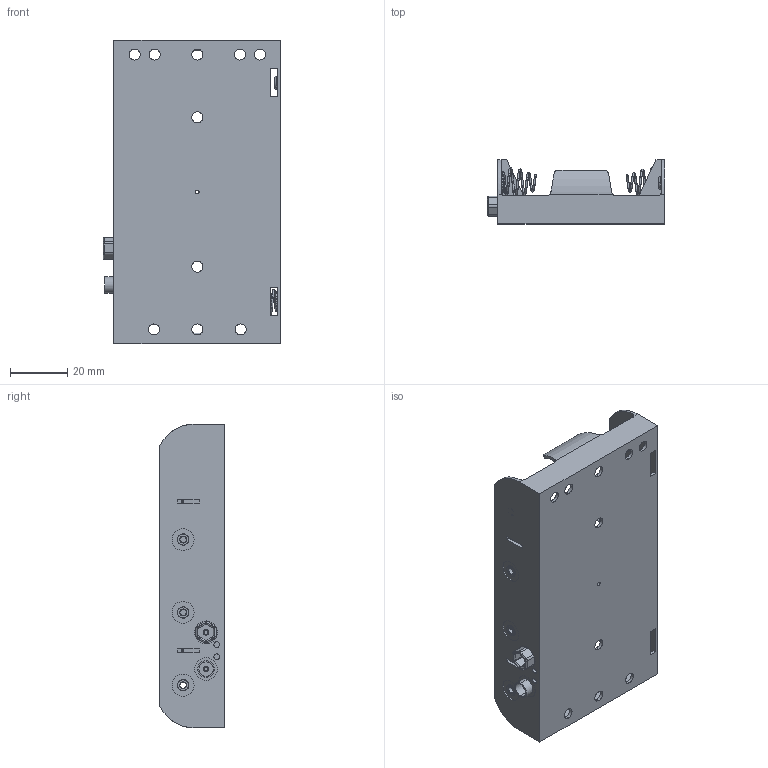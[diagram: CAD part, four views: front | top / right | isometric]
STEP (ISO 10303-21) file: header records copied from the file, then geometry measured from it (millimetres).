
FILE_DESCRIPTION (( 'STEP AP214' ), '1' );
FILE_NAME ('BH4CSF.STEP', '2020-01-05T04:11:08', ( '' ), ( '' ), 'SwSTEP 2.0', 'SolidWorks 2017', '' );
FILE_SCHEMA (( 'AUTOMOTIVE_DESIGN' ));
Length unit declared in the file: inch
Products named in the file (1): BH4CSF
Bounding box: 61.88 x 22.48 x 105.99 mm (x, y, z)
Volume: 15251.5 mm3; surface area: 29662.3 mm2
Topology: 14 solids, 14 shells, 450 faces, 1108 edges, 704 vertices
Faces by surface type: cylinder 189, plane 178, torus 75, bspline 8
Entity records: 21522 total; most frequent: CARTESIAN_POINT 10255, DIRECTION 2437, ORIENTED_EDGE 2216, EDGE_CURVE 1108, AXIS2_PLACEMENT_3D 950, VERTEX_POINT 704, EDGE_LOOP 542, VECTOR 537
